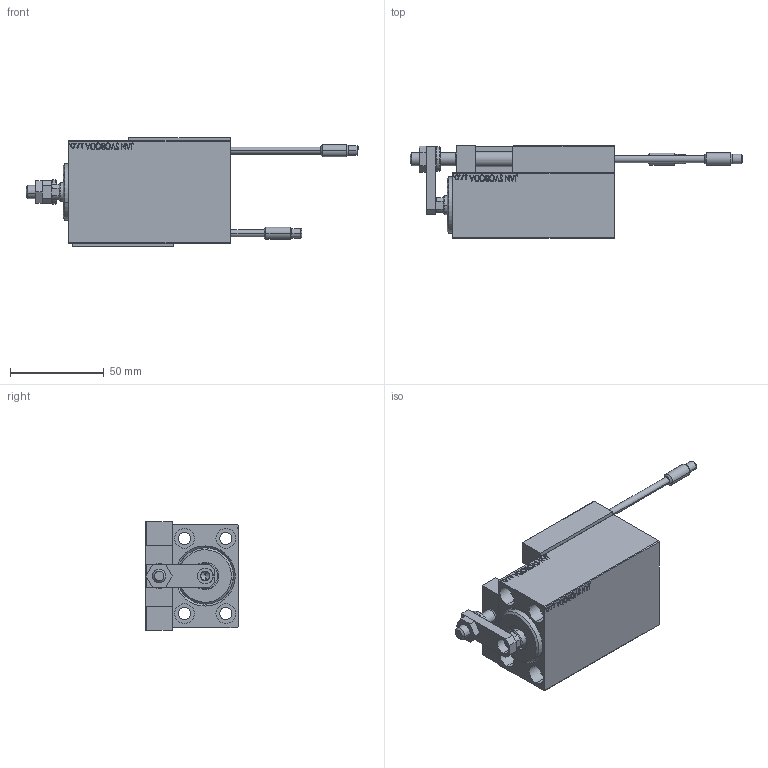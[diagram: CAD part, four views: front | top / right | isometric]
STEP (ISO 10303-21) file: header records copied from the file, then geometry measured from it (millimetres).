
FILE_DESCRIPTION (( 'STEP AP203' ), '1' );
FILE_NAME ('3c37.STEP', '2024-02-11T12:08:19', ( '' ), ( '' ), 'SwSTEP 2.0', 'SolidWorks 2019', '' );
FILE_SCHEMA (( 'CONFIG_CONTROL_DESIGN' ));
Length unit declared in the file: millimetre
Products named in the file (15): TYC_L79 0028f5a121f64716ebc7f2ac37b7de7f; NUT_D12 0028f5a121f64716ebc7f2ac37b7de7f; MAGNET 0028f5a121f64716ebc7f2ac37b7de7f; SWITCH_X_FRONT_BACK 0028f5a121f64716ebc7f2ac37b7de7f; ALLEN BOLT D8 0028f5a121f64716ebc7f2ac37b7de7f; SWITCH X 0028f5a121f64716ebc7f2ac37b7de7f; SWITCH DIM B,W 0028f5a121f64716ebc7f2ac37b7de7f; V450CM_VC_B 0028f5a121f64716ebc7f2ac37b7de7f; ZARAZKA 0028f5a121f64716ebc7f2ac37b7de7f; V450CM_C_VCP 0028f5a121f64716ebc7f2ac37b7de7f; 3c37; ALLEN BOLT D5 0028f5a121f64716ebc7f2ac37b7de7f; V450CM_C_Body 0028f5a121f64716ebc7f2ac37b7de7f; KONCOVKA_Y 0028f5a121f64716ebc7f2ac37b7de7f; Block 0028f5a121f64716ebc7f2ac37b7de7f
Assembly tree (24 placements, depth 3):
  3c37
    V450CM_C_Body 0028f5a121f64716ebc7f2ac37b7de7f
    SWITCH X 0028f5a121f64716ebc7f2ac37b7de7f
      SWITCH_X_FRONT_BACK 0028f5a121f64716ebc7f2ac37b7de7f  x2
      TYC_L79 0028f5a121f64716ebc7f2ac37b7de7f
      Block 0028f5a121f64716ebc7f2ac37b7de7f  x2
      ALLEN BOLT D5 0028f5a121f64716ebc7f2ac37b7de7f  x4
      ALLEN BOLT D8 0028f5a121f64716ebc7f2ac37b7de7f  x4
      MAGNET 0028f5a121f64716ebc7f2ac37b7de7f  x2
      KONCOVKA_Y 0028f5a121f64716ebc7f2ac37b7de7f  x2
    NUT_D12 0028f5a121f64716ebc7f2ac37b7de7f
    SWITCH DIM B,W 0028f5a121f64716ebc7f2ac37b7de7f
    ZARAZKA 0028f5a121f64716ebc7f2ac37b7de7f
    V450CM_C_VCP 0028f5a121f64716ebc7f2ac37b7de7f
    V450CM_VC_B 0028f5a121f64716ebc7f2ac37b7de7f
Bounding box: 176.7 x 49 x 58 mm (x, y, z)
Volume: 188733.9 mm3; surface area: 61675.9 mm2
Topology: 23 solids, 23 shells, 1307 faces, 3120 edges, 1991 vertices
Faces by surface type: plane 563, bspline 380, cylinder 198, cone 114, torus 48, sphere 4
Entity records: 50631 total; most frequent: CARTESIAN_POINT 26050, ORIENTED_EDGE 5216, DIRECTION 3534, EDGE_CURVE 2608, VERTEX_POINT 1703, LINE 1496, VECTOR 1496, EDGE_LOOP 1209
